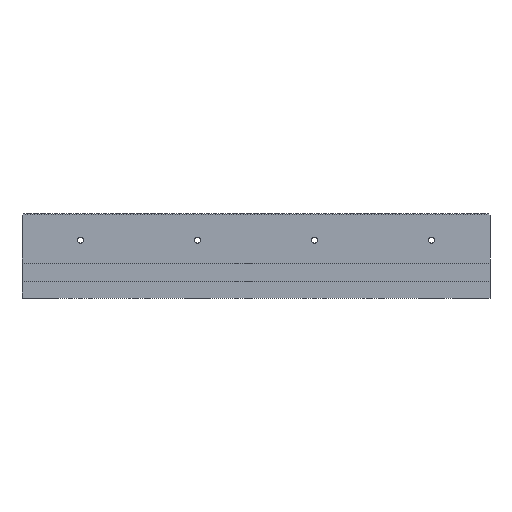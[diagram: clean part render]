
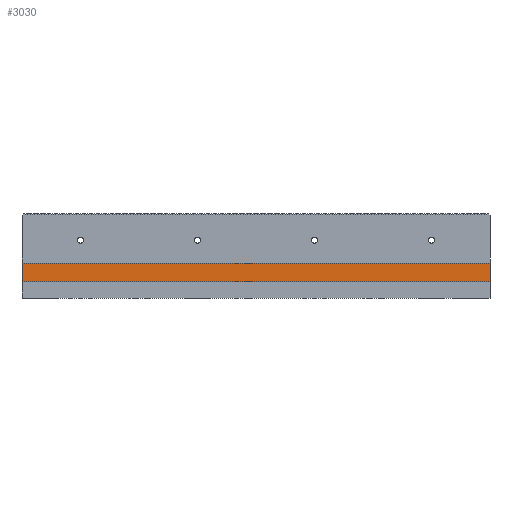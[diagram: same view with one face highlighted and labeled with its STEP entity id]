
A CAD part, left-side view. The second image highlights one B-rep face of the part: STEP entity #3030.
In plain terms, the highlighted planar face has unit normal (-1, 0, 0).
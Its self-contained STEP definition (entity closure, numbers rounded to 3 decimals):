
#3030 = ADVANCED_FACE( '', ( #6559 ), #6560, .F. );
#6559 = FACE_OUTER_BOUND( '', #10574, .T. );
#6560 = PLANE( '', #10575 );
#10574 = EDGE_LOOP( '', ( #20606, #20607, #20608, #20609 ) );
#10575 = AXIS2_PLACEMENT_3D( '', #20610, #20611, #20612 );
#20606 = ORIENTED_EDGE( '', *, *, #29337, .T. );
#20607 = ORIENTED_EDGE( '', *, *, #29338, .F. );
#20608 = ORIENTED_EDGE( '', *, *, #29339, .F. );
#20609 = ORIENTED_EDGE( '', *, *, #28186, .T. );
#20610 = CARTESIAN_POINT( '', ( -29., 200., -22. ) );
#20611 = DIRECTION( '', ( 1., 0., 0. ) );
#20612 = DIRECTION( '', ( 0., 0., -1. ) );
#28186 = EDGE_CURVE( '', #35518, #35516, #35519, .T. );
#29337 = EDGE_CURVE( '', #35516, #37038, #37039, .T. );
#29338 = EDGE_CURVE( '', #37040, #37038, #37041, .T. );
#29339 = EDGE_CURVE( '', #35518, #37040, #37042, .T. );
#35516 = VERTEX_POINT( '', #45925 );
#35518 = VERTEX_POINT( '', #45928 );
#35519 = LINE( '', #45929, #45930 );
#37038 = VERTEX_POINT( '', #48281 );
#37039 = LINE( '', #48282, #48283 );
#37040 = VERTEX_POINT( '', #48284 );
#37041 = LINE( '', #48285, #48286 );
#37042 = LINE( '', #48287, #48288 );
#45925 = CARTESIAN_POINT( '', ( -29., -200., -22. ) );
#45928 = CARTESIAN_POINT( '', ( -29., 200., -22. ) );
#45929 = CARTESIAN_POINT( '', ( -29., 200., -22. ) );
#45930 = VECTOR( '', #52415, 1000. );
#48281 = CARTESIAN_POINT( '', ( -29., -200., -6. ) );
#48282 = CARTESIAN_POINT( '', ( -29., -200., -22. ) );
#48283 = VECTOR( '', #53293, 1000. );
#48284 = CARTESIAN_POINT( '', ( -29., 200., -6. ) );
#48285 = CARTESIAN_POINT( '', ( -29., 200., -6. ) );
#48286 = VECTOR( '', #53294, 1000. );
#48287 = CARTESIAN_POINT( '', ( -29., 200., -22. ) );
#48288 = VECTOR( '', #53295, 1000. );
#52415 = DIRECTION( '', ( 0., -1., 0. ) );
#53293 = DIRECTION( '', ( 0., 0., 1. ) );
#53294 = DIRECTION( '', ( 0., -1., 0. ) );
#53295 = DIRECTION( '', ( 0., 0., 1. ) );
